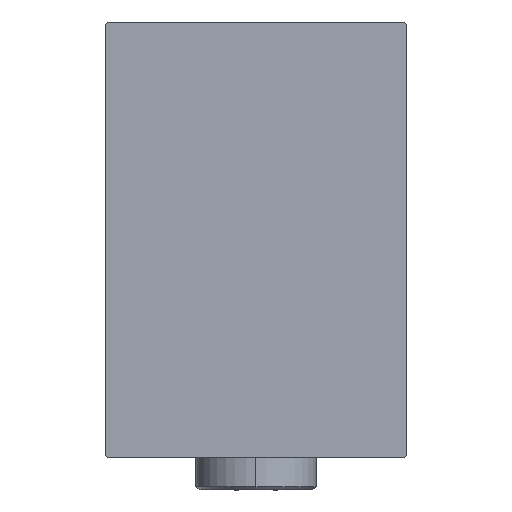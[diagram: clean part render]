
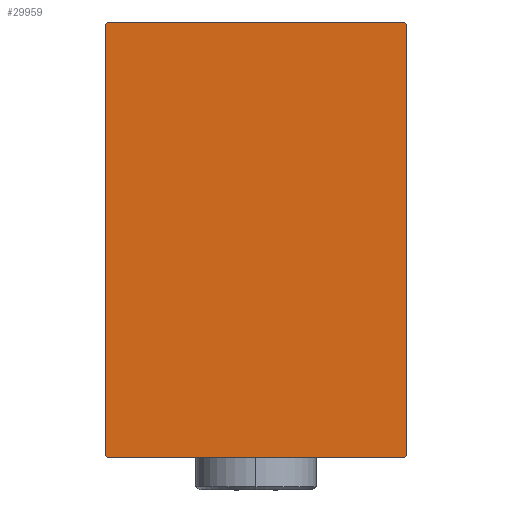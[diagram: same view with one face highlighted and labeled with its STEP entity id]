
A CAD part, left-side view. The second image highlights one B-rep face of the part: STEP entity #29959.
In plain terms, the highlighted face is planar.
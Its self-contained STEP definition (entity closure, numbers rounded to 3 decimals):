
#214 = VECTOR ( 'NONE', #21387, 1000. ) ;
#450 = LINE ( 'NONE', #31324, #43328 ) ;
#1561 = VERTEX_POINT ( 'NONE', #6913 ) ;
#2665 = DIRECTION ( 'NONE',  ( 0., 0.707, -0.707 ) ) ;
#3027 = ORIENTED_EDGE ( 'NONE', *, *, #42379, .T. ) ;
#3038 = CARTESIAN_POINT ( 'NONE',  ( 130., 22.5, -32.2 ) ) ;
#4115 = AXIS2_PLACEMENT_3D ( 'NONE', #43828, #43606, #13163 ) ;
#4230 = EDGE_CURVE ( 'NONE', #11104, #17391, #41772, .T. ) ;
#4433 = CARTESIAN_POINT ( 'NONE',  ( 130., -22.2, -32.5 ) ) ;
#5422 = VERTEX_POINT ( 'NONE', #5707 ) ;
#5430 = ORIENTED_EDGE ( 'NONE', *, *, #39894, .T. ) ;
#5707 = CARTESIAN_POINT ( 'NONE',  ( 130., -22.5, 32.2 ) ) ;
#6301 = CARTESIAN_POINT ( 'NONE',  ( 130., -22.5, -32.2 ) ) ;
#6913 = CARTESIAN_POINT ( 'NONE',  ( 130., 22.5, 32.2 ) ) ;
#7065 = CARTESIAN_POINT ( 'NONE',  ( 130., 22.2, -32.5 ) ) ;
#7398 = VERTEX_POINT ( 'NONE', #10668 ) ;
#7407 = VERTEX_POINT ( 'NONE', #4433 ) ;
#8237 = CARTESIAN_POINT ( 'NONE',  ( 130., 22.2, 32.5 ) ) ;
#10214 = CARTESIAN_POINT ( 'NONE',  ( 130., -22.5, -32.5 ) ) ;
#10668 = CARTESIAN_POINT ( 'NONE',  ( 130., -22.2, 32.5 ) ) ;
#11104 = VERTEX_POINT ( 'NONE', #7065 ) ;
#11324 = DIRECTION ( 'NONE',  ( 0., 0.707, 0.707 ) ) ;
#11547 = ORIENTED_EDGE ( 'NONE', *, *, #12761, .T. ) ;
#11665 = CARTESIAN_POINT ( 'NONE',  ( 130., -22.5, 32.5 ) ) ;
#11687 = VECTOR ( 'NONE', #2665, 1000. ) ;
#12578 = ORIENTED_EDGE ( 'NONE', *, *, #17226, .T. ) ;
#12761 = EDGE_CURVE ( 'NONE', #17391, #1561, #28276, .T. ) ;
#12972 = EDGE_LOOP ( 'NONE', ( #5430, #34225, #11547, #3027, #15103, #22646, #24112, #12578 ) ) ;
#13163 = DIRECTION ( 'NONE',  ( 0., 0., -1. ) ) ;
#14436 = DIRECTION ( 'NONE',  ( 0., -0.707, 0.707 ) ) ;
#14478 = DIRECTION ( 'NONE',  ( 0., -0.707, -0.707 ) ) ;
#15103 = ORIENTED_EDGE ( 'NONE', *, *, #37314, .T. ) ;
#15235 = EDGE_CURVE ( 'NONE', #7398, #5422, #25527, .T. ) ;
#15536 = CARTESIAN_POINT ( 'NONE',  ( 130., 27.35, -27.35 ) ) ;
#16241 = VECTOR ( 'NONE', #39885, 1000. ) ;
#16981 = LINE ( 'NONE', #20311, #16241 ) ;
#17042 = VECTOR ( 'NONE', #43353, 1000. ) ;
#17226 = EDGE_CURVE ( 'NONE', #21393, #7407, #33310, .T. ) ;
#17391 = VERTEX_POINT ( 'NONE', #3038 ) ;
#20311 = CARTESIAN_POINT ( 'NONE',  ( 130., 22.5, 32.5 ) ) ;
#21365 = CARTESIAN_POINT ( 'NONE',  ( 130., -27.35, 27.35 ) ) ;
#21387 = DIRECTION ( 'NONE',  ( 0., 0., 1. ) ) ;
#21393 = VERTEX_POINT ( 'NONE', #6301 ) ;
#22100 = LINE ( 'NONE', #11665, #32624 ) ;
#22646 = ORIENTED_EDGE ( 'NONE', *, *, #15235, .T. ) ;
#24112 = ORIENTED_EDGE ( 'NONE', *, *, #34990, .T. ) ;
#25527 = LINE ( 'NONE', #21365, #37900 ) ;
#28276 = LINE ( 'NONE', #31390, #214 ) ;
#28991 = DIRECTION ( 'NONE',  ( 0., 0., -1. ) ) ;
#29778 = LINE ( 'NONE', #10214, #17042 ) ;
#29959 = ADVANCED_FACE ( 'NONE', ( #30264 ), #30034, .T. ) ;
#30034 = PLANE ( 'NONE',  #4115 ) ;
#30264 = FACE_OUTER_BOUND ( 'NONE', #12972, .T. ) ;
#31324 = CARTESIAN_POINT ( 'NONE',  ( 130., 27.35, 27.35 ) ) ;
#31390 = CARTESIAN_POINT ( 'NONE',  ( 130., 22.5, -32.5 ) ) ;
#32048 = VERTEX_POINT ( 'NONE', #8237 ) ;
#32624 = VECTOR ( 'NONE', #28991, 1000. ) ;
#33310 = LINE ( 'NONE', #33747, #11687 ) ;
#33714 = VECTOR ( 'NONE', #11324, 1000. ) ;
#33747 = CARTESIAN_POINT ( 'NONE',  ( 130., -27.35, -27.35 ) ) ;
#34225 = ORIENTED_EDGE ( 'NONE', *, *, #4230, .T. ) ;
#34990 = EDGE_CURVE ( 'NONE', #5422, #21393, #22100, .T. ) ;
#37314 = EDGE_CURVE ( 'NONE', #32048, #7398, #16981, .T. ) ;
#37900 = VECTOR ( 'NONE', #14478, 1000. ) ;
#39885 = DIRECTION ( 'NONE',  ( 0., -1., 0. ) ) ;
#39894 = EDGE_CURVE ( 'NONE', #7407, #11104, #29778, .T. ) ;
#41772 = LINE ( 'NONE', #15536, #33714 ) ;
#42379 = EDGE_CURVE ( 'NONE', #1561, #32048, #450, .T. ) ;
#43328 = VECTOR ( 'NONE', #14436, 1000. ) ;
#43353 = DIRECTION ( 'NONE',  ( 0., 1., 0. ) ) ;
#43606 = DIRECTION ( 'NONE',  ( 1., 0., 0. ) ) ;
#43828 = CARTESIAN_POINT ( 'NONE',  ( 130., 0., 0. ) ) ;
